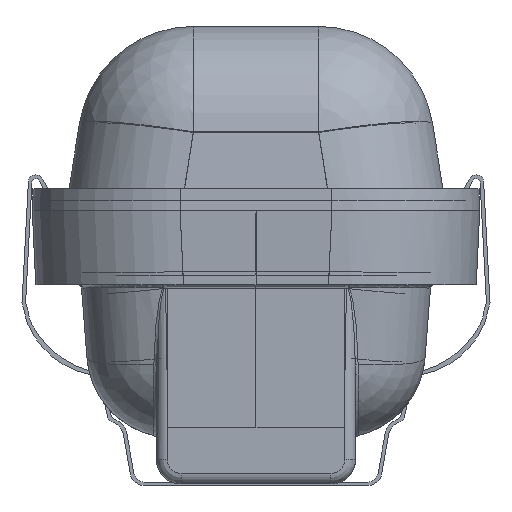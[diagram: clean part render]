
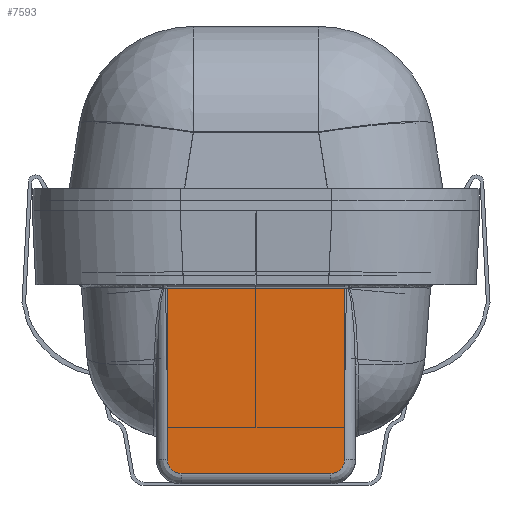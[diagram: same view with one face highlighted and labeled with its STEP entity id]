
A CAD part, front view. The second image highlights one B-rep face of the part: STEP entity #7593.
In plain terms, the highlighted face is planar.
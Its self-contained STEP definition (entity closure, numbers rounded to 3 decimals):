
#390 = DIRECTION ( 'NONE',  ( -1., 0., 0. ) ) ;
#498 = VERTEX_POINT ( 'NONE', #11328 ) ;
#808 = ORIENTED_EDGE ( 'NONE', *, *, #6735, .T. ) ;
#1038 = EDGE_CURVE ( 'NONE', #12917, #6814, #9148, .T. ) ;
#1272 = CARTESIAN_POINT ( 'NONE',  ( -12.283, -308.241, -3.598 ) ) ;
#1555 = VERTEX_POINT ( 'NONE', #21294 ) ;
#1594 = VECTOR ( 'NONE', #16287, 1000. ) ;
#2984 = CARTESIAN_POINT ( 'NONE',  ( 0., -308.208, -1.698 ) ) ;
#3101 = EDGE_CURVE ( 'NONE', #1555, #21413, #21344, .T. ) ;
#3155 = LINE ( 'NONE', #10158, #3733 ) ;
#3733 = VECTOR ( 'NONE', #12626, 1000. ) ;
#4200 = EDGE_CURVE ( 'NONE', #14920, #12917, #3155, .T. ) ;
#5255 = DIRECTION ( 'NONE',  ( 1., 0., 0. ) ) ;
#5384 = VECTOR ( 'NONE', #5255, 1000. ) ;
#5677 = VECTOR ( 'NONE', #16945, 1000. ) ;
#5690 = CARTESIAN_POINT ( 'NONE',  ( 0., -308.656, -27.333 ) ) ;
#6152 = ORIENTED_EDGE ( 'NONE', *, *, #1038, .T. ) ;
#6735 = EDGE_CURVE ( 'NONE', #1555, #14920, #27615, .T. ) ;
#6814 = VERTEX_POINT ( 'NONE', #25686 ) ;
#7593 = ADVANCED_FACE ( 'NONE', ( #19979 ), #16175, .T. ) ;
#8352 = EDGE_CURVE ( 'NONE', #21413, #498, #12114, .T. ) ;
#8556 = CARTESIAN_POINT ( 'NONE',  ( -12.283, -308.241, -3.598 ) ) ;
#9133 = DIRECTION ( 'NONE',  ( 0., -1., 0.017 ) ) ;
#9148 =( BOUNDED_CURVE ( )  B_SPLINE_CURVE ( 3, ( #24607, #20556, #22571, #22293 ),
 .UNSPECIFIED., .F., .T. ) 
 B_SPLINE_CURVE_WITH_KNOTS ( ( 4, 4 ),
 ( 1.571, 3.142 ),
 .UNSPECIFIED. ) 
 CURVE ( )  GEOMETRIC_REPRESENTATION_ITEM ( )  RATIONAL_B_SPLINE_CURVE ( ( 1., 0.805, 0.805, 1. ) ) 
 REPRESENTATION_ITEM ( '' )  );
#9882 = CARTESIAN_POINT ( 'NONE',  ( -12.283, -308.222, -2.485 ) ) ;
#10158 = CARTESIAN_POINT ( 'NONE',  ( 12.283, -308.664, -27.824 ) ) ;
#10972 = CARTESIAN_POINT ( 'NONE',  ( 12.283, -308.241, -3.598 ) ) ;
#11328 = CARTESIAN_POINT ( 'NONE',  ( -10.383, -308.208, -1.698 ) ) ;
#12114 =( BOUNDED_CURVE ( )  B_SPLINE_CURVE ( 3, ( #1272, #9882, #25231, #14128 ),
 .UNSPECIFIED., .F., .F. ) 
 B_SPLINE_CURVE_WITH_KNOTS ( ( 4, 4 ),
 ( 1.571, 3.142 ),
 .UNSPECIFIED. ) 
 CURVE ( )  GEOMETRIC_REPRESENTATION_ITEM ( )  RATIONAL_B_SPLINE_CURVE ( ( 1., 0.805, 0.805, 1. ) ) 
 REPRESENTATION_ITEM ( '' )  );
#12561 = CARTESIAN_POINT ( 'NONE',  ( -12.283, -308.664, -27.824 ) ) ;
#12626 = DIRECTION ( 'NONE',  ( 0., 0.017, 1. ) ) ;
#12785 = AXIS2_PLACEMENT_3D ( 'NONE', #17776, #9133, #390 ) ;
#12917 = VERTEX_POINT ( 'NONE', #10972 ) ;
#13927 = LINE ( 'NONE', #2984, #1594 ) ;
#14128 = CARTESIAN_POINT ( 'NONE',  ( -10.383, -308.208, -1.698 ) ) ;
#14920 = VERTEX_POINT ( 'NONE', #21527 ) ;
#16175 = PLANE ( 'NONE',  #12785 ) ;
#16287 = DIRECTION ( 'NONE',  ( -1., 0., 0. ) ) ;
#16945 = DIRECTION ( 'NONE',  ( 0., 0.017, 1. ) ) ;
#17492 = ORIENTED_EDGE ( 'NONE', *, *, #25591, .T. ) ;
#17759 = EDGE_LOOP ( 'NONE', ( #25905, #25572, #808, #21097, #6152, #17492 ) ) ;
#17776 = CARTESIAN_POINT ( 'NONE',  ( 0., -308.664, -27.824 ) ) ;
#19979 = FACE_OUTER_BOUND ( 'NONE', #17759, .T. ) ;
#20556 = CARTESIAN_POINT ( 'NONE',  ( 12.283, -308.222, -2.485 ) ) ;
#21097 = ORIENTED_EDGE ( 'NONE', *, *, #4200, .T. ) ;
#21294 = CARTESIAN_POINT ( 'NONE',  ( -12.283, -308.656, -27.333 ) ) ;
#21344 = LINE ( 'NONE', #12561, #5677 ) ;
#21413 = VERTEX_POINT ( 'NONE', #8556 ) ;
#21527 = CARTESIAN_POINT ( 'NONE',  ( 12.283, -308.656, -27.333 ) ) ;
#22293 = CARTESIAN_POINT ( 'NONE',  ( 10.383, -308.208, -1.698 ) ) ;
#22571 = CARTESIAN_POINT ( 'NONE',  ( 11.496, -308.208, -1.698 ) ) ;
#24607 = CARTESIAN_POINT ( 'NONE',  ( 12.283, -308.241, -3.598 ) ) ;
#25231 = CARTESIAN_POINT ( 'NONE',  ( -11.496, -308.208, -1.698 ) ) ;
#25572 = ORIENTED_EDGE ( 'NONE', *, *, #3101, .F. ) ;
#25591 = EDGE_CURVE ( 'NONE', #6814, #498, #13927, .T. ) ;
#25686 = CARTESIAN_POINT ( 'NONE',  ( 10.383, -308.208, -1.698 ) ) ;
#25905 = ORIENTED_EDGE ( 'NONE', *, *, #8352, .F. ) ;
#27615 = LINE ( 'NONE', #5690, #5384 ) ;
